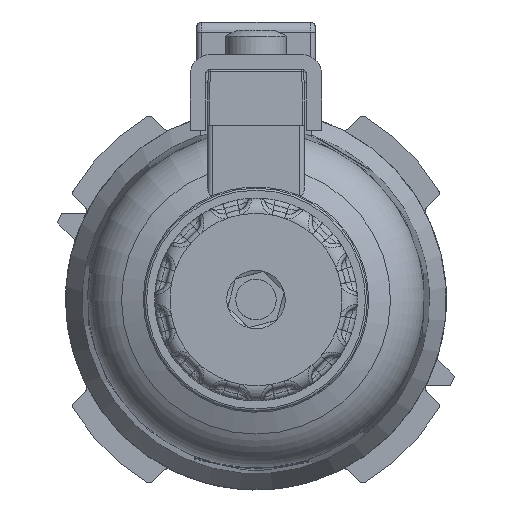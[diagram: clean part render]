
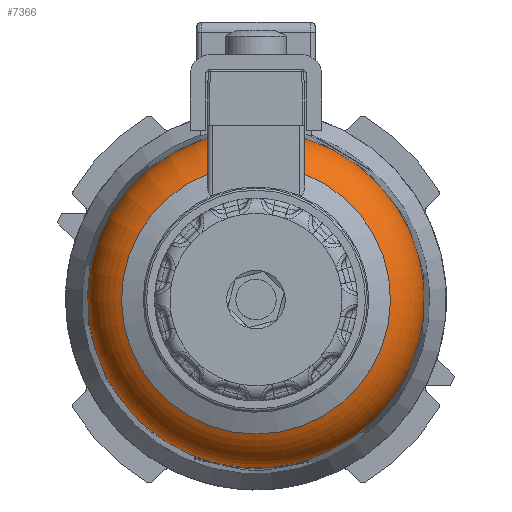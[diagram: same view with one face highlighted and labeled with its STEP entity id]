
A CAD part, front view. The second image highlights one B-rep face of the part: STEP entity #7366.
In plain terms, the highlighted toroidal (fillet/blend) face has major radius 10.62 mm and minor radius 6 mm.
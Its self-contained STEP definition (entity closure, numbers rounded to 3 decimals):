
#1207=CARTESIAN_POINT('',(4.8,9.594,15.911));
#1208=VERTEX_POINT('',#1207);
#1209=CARTESIAN_POINT('',(-4.8,9.594,15.911));
#1210=VERTEX_POINT('',#1209);
#1211=CARTESIAN_POINT('',(0.,9.594,0.0));
#1212=DIRECTION('',(0.0,1.0,0.0));
#1213=DIRECTION('',(-1.0,0.0,0.0));
#1214=AXIS2_PLACEMENT_3D('',#1211,#1212,#1213);
#1215=CIRCLE('',#1214,16.62);
#1216=EDGE_CURVE('',#1208,#1210,#1215,.T.);
#5297=CARTESIAN_POINT('',(-4.8,4.258,12.377));
#5298=VERTEX_POINT('',#5297);
#5299=CARTESIAN_POINT('',(-4.8,4.258,12.377));
#5300=CARTESIAN_POINT('',(-4.8,4.453,12.8));
#5301=CARTESIAN_POINT('',(-4.8,4.711,13.231));
#5302=CARTESIAN_POINT('',(-4.8,5.005,13.61));
#5303=CARTESIAN_POINT('',(-4.8,5.132,13.774));
#5304=CARTESIAN_POINT('',(-4.8,5.266,13.928));
#5305=CARTESIAN_POINT('',(-4.8,5.4,14.07));
#5306=CARTESIAN_POINT('',(-4.8,5.504,14.18));
#5307=CARTESIAN_POINT('',(-4.8,5.612,14.285));
#5308=CARTESIAN_POINT('',(-4.8,5.728,14.39));
#5309=CARTESIAN_POINT('',(-4.8,5.987,14.625));
#5310=CARTESIAN_POINT('',(-4.8,6.28,14.848));
#5311=CARTESIAN_POINT('',(-4.8,6.587,15.038));
#5312=CARTESIAN_POINT('',(-4.8,6.771,15.152));
#5313=CARTESIAN_POINT('',(-4.8,6.958,15.254));
#5314=CARTESIAN_POINT('',(-4.8,7.145,15.343));
#5315=CARTESIAN_POINT('',(-4.8,7.321,15.428));
#5316=CARTESIAN_POINT('',(-4.8,7.493,15.5));
#5317=CARTESIAN_POINT('',(-4.8,7.678,15.567));
#5318=CARTESIAN_POINT('',(-4.8,8.094,15.718));
#5319=CARTESIAN_POINT('',(-4.8,8.559,15.828));
#5320=CARTESIAN_POINT('',(-4.8,9.012,15.877));
#5321=CARTESIAN_POINT('',(-4.8,9.21,15.899));
#5322=CARTESIAN_POINT('',(-4.8,9.406,15.91));
#5323=CARTESIAN_POINT('',(-4.8,9.594,15.911));
#5324=B_SPLINE_CURVE_WITH_KNOTS('',3,(#5299,#5300,#5301,#5302,#5303,#5304,#5305,#5306,#5307,#5308,#5309,#5310,#5311,#5312,#5313,#5314,#5315,#5316,#5317,#5318,#5319,#5320,#5321,#5322,#5323),.UNSPECIFIED.,.F.,.U.,(4,3,3,3,3,3,3,3,4),(1.295,1.429,1.487,1.532,1.631,1.691,1.748,1.875,1.931),.UNSPECIFIED.);
#5325=EDGE_CURVE('',#5298,#1210,#5324,.T.);
#5470=CARTESIAN_POINT('',(4.8,4.258,12.377));
#5471=VERTEX_POINT('',#5470);
#5479=CARTESIAN_POINT('',(4.8,9.594,15.911));
#5480=CARTESIAN_POINT('',(4.8,9.162,15.908));
#5481=CARTESIAN_POINT('',(4.8,8.688,15.851));
#5482=CARTESIAN_POINT('',(4.8,8.237,15.738));
#5483=CARTESIAN_POINT('',(4.8,7.991,15.676));
#5484=CARTESIAN_POINT('',(4.8,7.753,15.599));
#5485=CARTESIAN_POINT('',(4.8,7.53,15.511));
#5486=CARTESIAN_POINT('',(4.8,7.376,15.451));
#5487=CARTESIAN_POINT('',(4.8,7.231,15.386));
#5488=CARTESIAN_POINT('',(4.8,7.081,15.312));
#5489=CARTESIAN_POINT('',(4.8,6.673,15.111));
#5490=CARTESIAN_POINT('',(4.8,6.261,14.843));
#5491=CARTESIAN_POINT('',(4.8,5.901,14.541));
#5492=CARTESIAN_POINT('',(4.8,5.73,14.398));
#5493=CARTESIAN_POINT('',(4.8,5.571,14.248));
#5494=CARTESIAN_POINT('',(4.8,5.427,14.098));
#5495=CARTESIAN_POINT('',(4.8,5.315,13.981));
#5496=CARTESIAN_POINT('',(4.8,5.206,13.859));
#5497=CARTESIAN_POINT('',(4.8,5.099,13.728));
#5498=CARTESIAN_POINT('',(4.8,4.803,13.365));
#5499=CARTESIAN_POINT('',(4.8,4.535,12.944));
#5500=CARTESIAN_POINT('',(4.8,4.327,12.521));
#5501=CARTESIAN_POINT('',(4.8,4.303,12.473));
#5502=CARTESIAN_POINT('',(4.8,4.28,12.425));
#5503=CARTESIAN_POINT('',(4.8,4.258,12.377));
#5504=B_SPLINE_CURVE_WITH_KNOTS('',3,(#5479,#5480,#5481,#5482,#5483,#5484,#5485,#5486,#5487,#5488,#5489,#5490,#5491,#5492,#5493,#5494,#5495,#5496,#5497,#5498,#5499,#5500,#5501,#5502,#5503),.UNSPECIFIED.,.F.,.U.,(4,3,3,3,3,3,3,3,4),(5.81,5.939,6.009,6.057,6.188,6.25,6.298,6.431,6.446),.UNSPECIFIED.);
#5505=EDGE_CURVE('',#1208,#5471,#5504,.T.);
#5727=CARTESIAN_POINT('',(0.,4.258,0.0));
#5728=DIRECTION('',(0.0,1.0,0.0));
#5729=DIRECTION('',(-1.0,0.0,0.0));
#5730=AXIS2_PLACEMENT_3D('',#5727,#5728,#5729);
#5731=CIRCLE('',#5730,13.275);
#5732=EDGE_CURVE('',#5471,#5298,#5731,.T.);
#7355=CARTESIAN_POINT('',(0.,9.639,0.0));
#7356=DIRECTION('',(0.,1.0,0.0));
#7357=DIRECTION('',(0.0,0.0,1.0));
#7358=AXIS2_PLACEMENT_3D('',#7355,#7356,#7357);
#7359=TOROIDAL_SURFACE('',#7358,10.62,6.);
#7360=ORIENTED_EDGE('',*,*,#5732,.T.);
#7361=ORIENTED_EDGE('',*,*,#5325,.T.);
#7362=ORIENTED_EDGE('',*,*,#1216,.F.);
#7363=ORIENTED_EDGE('',*,*,#5505,.T.);
#7364=EDGE_LOOP('',(#7360,#7361,#7362,#7363));
#7365=FACE_OUTER_BOUND('',#7364,.T.);
#7366=ADVANCED_FACE('',(#7365),#7359,.T.);
